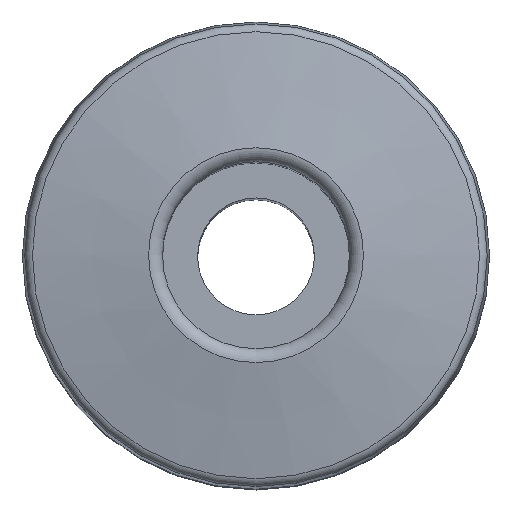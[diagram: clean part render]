
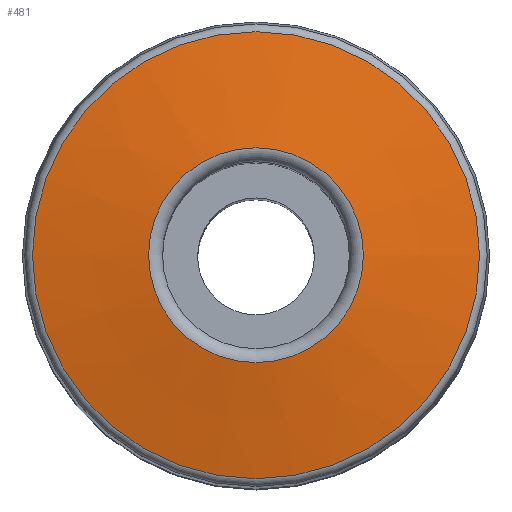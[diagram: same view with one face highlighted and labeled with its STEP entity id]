
A CAD part, top view. The second image highlights one B-rep face of the part: STEP entity #481.
In plain terms, the highlighted conical face has half-angle 80 degrees and reference radius 4.785 mm.
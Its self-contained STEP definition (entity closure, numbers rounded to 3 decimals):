
#42=ORIENTED_EDGE('',*,*,#96,.T.);
#43=ORIENTED_EDGE('',*,*,#97,.F.);
#96=EDGE_CURVE('',#123,#123,#150,.T.);
#97=EDGE_CURVE('',#124,#124,#151,.T.);
#123=VERTEX_POINT('',#680);
#124=VERTEX_POINT('',#682);
#150=CIRCLE('',#514,2.3);
#151=CIRCLE('',#515,4.785);
#177=EDGE_LOOP('',(#42));
#178=EDGE_LOOP('',(#43));
#231=FACE_BOUND('',#177,.T.);
#232=FACE_BOUND('',#178,.T.);
#285=CONICAL_SURFACE('',#513,4.785,1.396);
#481=ADVANCED_FACE('',(#231,#232),#285,.T.);
#513=AXIS2_PLACEMENT_3D('',#678,#569,#570);
#514=AXIS2_PLACEMENT_3D('',#679,#571,#572);
#515=AXIS2_PLACEMENT_3D('',#681,#573,#574);
#569=DIRECTION('',(0.,0.,-1.));
#570=DIRECTION('',(-1.,0.,0.));
#571=DIRECTION('',(0.,0.,-1.));
#572=DIRECTION('',(-1.,0.,0.));
#573=DIRECTION('',(0.,0.,-1.));
#574=DIRECTION('',(-1.,0.,0.));
#678=CARTESIAN_POINT('',(0.,0.,37.262));
#679=CARTESIAN_POINT('',(0.,0.,37.7));
#680=CARTESIAN_POINT('',(-2.3,0.,37.7));
#681=CARTESIAN_POINT('',(0.,0.,37.262));
#682=CARTESIAN_POINT('',(-4.785,0.,37.262));
